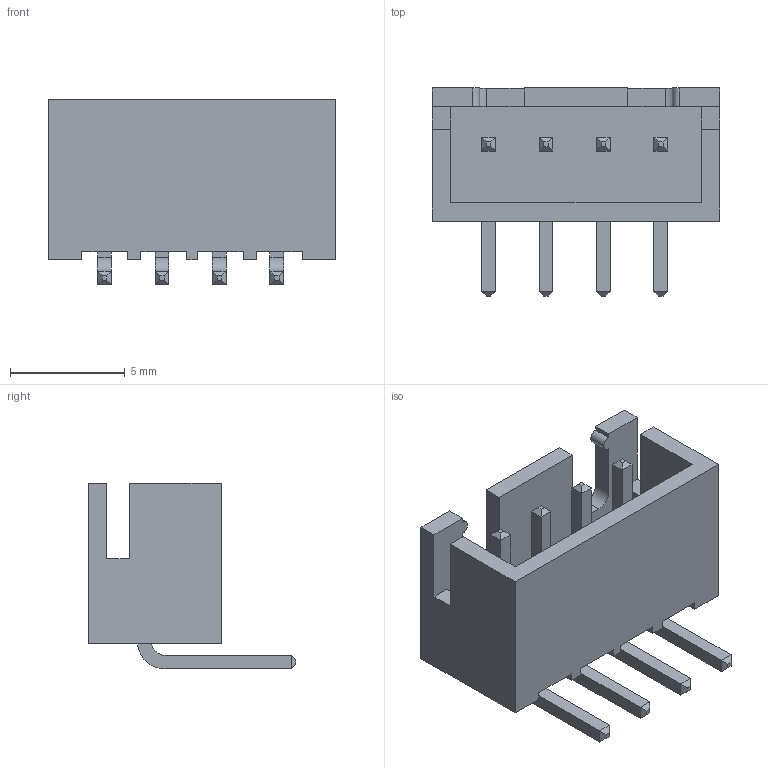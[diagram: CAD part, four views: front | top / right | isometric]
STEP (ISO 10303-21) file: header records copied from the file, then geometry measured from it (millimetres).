
FILE_DESCRIPTION (( 'STEP AP214' ), '1' );
FILE_NAME ('XH2.54-4-V.STEP', '2013-11-16T03:31:37', ( '' ), ( '' ), 'SwSTEP 2.0', 'SolidWorks 2012', '' );
FILE_SCHEMA (( 'AUTOMOTIVE_DESIGN' ));
Length unit declared in the file: millimetre
Products named in the file (1): XH2.54-4-V
Bounding box: 12.52 x 9.05 x 8.1 mm (x, y, z)
Volume: 248.4 mm3; surface area: 666.4 mm2
Topology: 1 solids, 1 shells, 134 faces, 340 edges, 216 vertices
Faces by surface type: plane 122, cylinder 12
Entity records: 3966 total; most frequent: CARTESIAN_POINT 691, ORIENTED_EDGE 680, DIRECTION 634, EDGE_CURVE 340, LINE 316, VECTOR 316, VERTEX_POINT 216, AXIS2_PLACEMENT_3D 159
